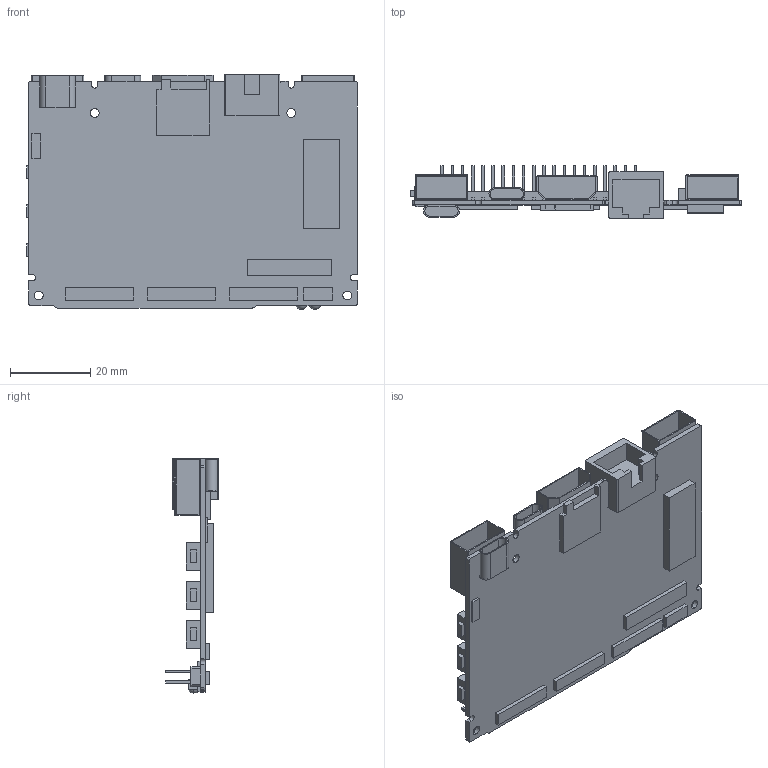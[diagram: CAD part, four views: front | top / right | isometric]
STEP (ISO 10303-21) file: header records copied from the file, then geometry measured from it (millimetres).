
FILE_DESCRIPTION (( 'STEP AP214' ), '1' );
FILE_NAME ('edge-v-11.STEP', '2019-07-13T06:01:22', ( '' ), ( '' ), 'SwSTEP 2.0', 'SolidWorks 2018', '' );
FILE_SCHEMA (( 'AUTOMOTIVE_DESIGN' ));
Length unit declared in the file: millimetre
Products named in the file (1): edge-v-11
Bounding box: 82.49 x 13.1 x 58.56 mm (x, y, z)
Volume: 9170.8 mm3; surface area: 18090.6 mm2
Topology: 20 solids, 20 shells, 624 faces, 1606 edges, 1070 vertices
Faces by surface type: plane 567, cylinder 53, torus 4
Entity records: 18895 total; most frequent: CARTESIAN_POINT 3301, ORIENTED_EDGE 3212, DIRECTION 2976, EDGE_CURVE 1606, VECTOR 1486, LINE 1486, VERTEX_POINT 1070, AXIS2_PLACEMENT_3D 745
